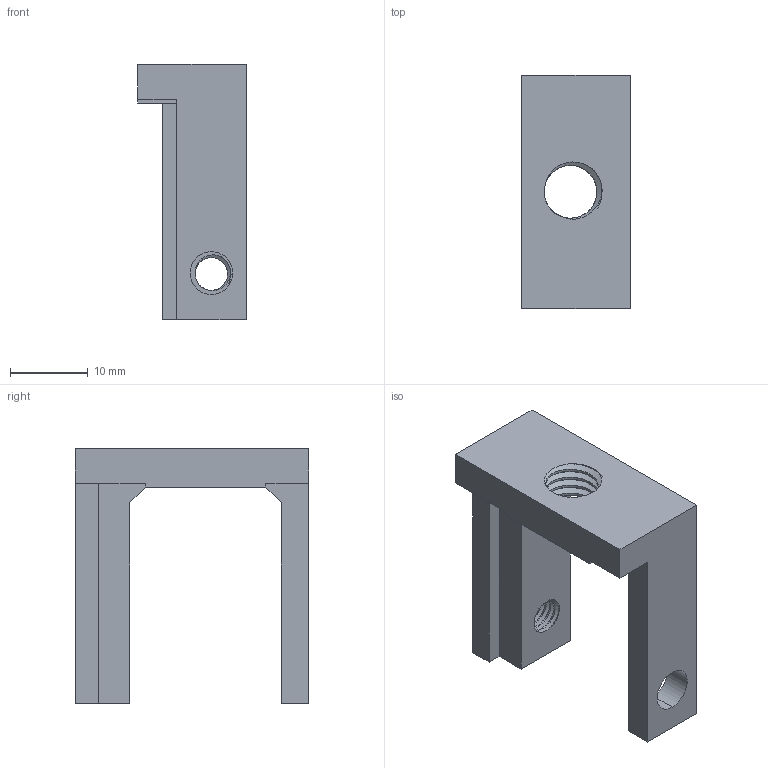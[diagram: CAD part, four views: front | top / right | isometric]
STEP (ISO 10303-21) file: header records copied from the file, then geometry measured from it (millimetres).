
FILE_DESCRIPTION (( 'STEP AP203' ), '1' );
FILE_NAME ('x-axis drive mount-tightener-1 (Default).STEP', '2021-11-19T20:52:26', ( '' ), ( '' ), 'SwSTEP 2.0', 'SolidWorks 2020', '' );
FILE_SCHEMA (( 'CONFIG_CONTROL_DESIGN' ));
Length unit declared in the file: inch
Products named in the file (1): x-axis drive mount-tightener-1 (Default)
Bounding box: 14 x 30.03 x 32.88 mm (x, y, z)
Volume: 4476.8 mm3; surface area: 3208.4 mm2
Topology: 1 solids, 1 shells, 56 faces, 160 edges, 106 vertices
Faces by surface type: cylinder 30, plane 20, bspline 6
Entity records: 4497 total; most frequent: CARTESIAN_POINT 3145, ORIENTED_EDGE 320, DIRECTION 202, EDGE_CURVE 160, VERTEX_POINT 106, LINE 80, VECTOR 80, EDGE_LOOP 62
